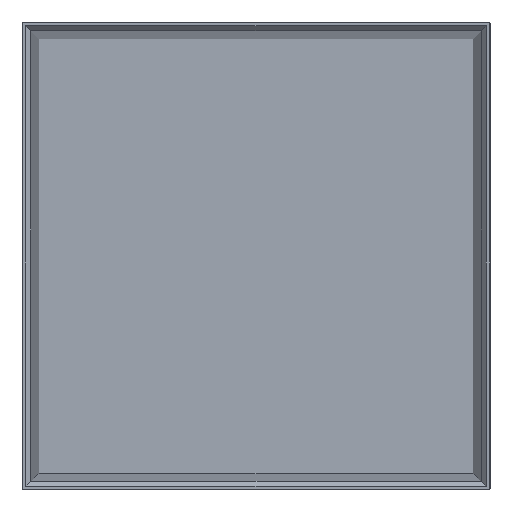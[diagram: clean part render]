
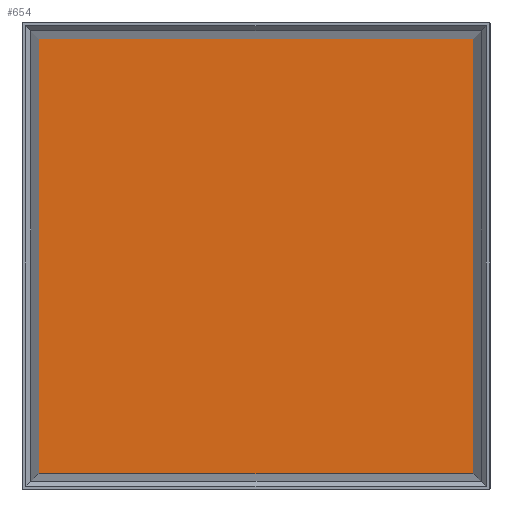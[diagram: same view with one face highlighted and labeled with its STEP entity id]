
A CAD part, top view. The second image highlights one B-rep face of the part: STEP entity #654.
In plain terms, the highlighted planar face has unit normal (0, 0, 1).
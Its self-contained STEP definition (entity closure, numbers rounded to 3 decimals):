
#60=FACE_OUTER_BOUND('',#104,.T.);
#104=EDGE_LOOP('',(#559,#560,#561,#562));
#184=LINE('',#1052,#268);
#187=LINE('',#1057,#271);
#188=LINE('',#1060,#272);
#189=LINE('',#1061,#273);
#268=VECTOR('',#875,10.);
#271=VECTOR('',#880,10.);
#272=VECTOR('',#883,10.);
#273=VECTOR('',#884,10.);
#315=VERTEX_POINT('',#1049);
#316=VERTEX_POINT('',#1051);
#317=VERTEX_POINT('',#1055);
#318=VERTEX_POINT('',#1059);
#396=EDGE_CURVE('',#316,#315,#184,.T.);
#399=EDGE_CURVE('',#315,#317,#187,.T.);
#400=EDGE_CURVE('',#318,#316,#188,.T.);
#401=EDGE_CURVE('',#317,#318,#189,.T.);
#559=ORIENTED_EDGE('',*,*,#400,.T.);
#560=ORIENTED_EDGE('',*,*,#396,.T.);
#561=ORIENTED_EDGE('',*,*,#399,.T.);
#562=ORIENTED_EDGE('',*,*,#401,.T.);
#611=PLANE('',#712);
#654=ADVANCED_FACE('',(#60),#611,.F.);
#712=AXIS2_PLACEMENT_3D('',#1058,#881,#882);
#875=DIRECTION('',(0.,-1.,0.));
#880=DIRECTION('',(1.,0.,0.));
#881=DIRECTION('center_axis',(0.,0.,-1.));
#882=DIRECTION('ref_axis',(1.,0.,0.));
#883=DIRECTION('',(-1.,0.,0.));
#884=DIRECTION('',(0.,1.,0.));
#1049=CARTESIAN_POINT('',(-33.868,-33.868,-70.));
#1051=CARTESIAN_POINT('',(-33.868,177.868,-70.));
#1052=CARTESIAN_POINT('',(-33.868,129.,-70.));
#1055=CARTESIAN_POINT('',(177.868,-33.868,-70.));
#1057=CARTESIAN_POINT('',(15.,-33.868,-70.));
#1058=CARTESIAN_POINT('Origin',(72.,72.,-70.));
#1059=CARTESIAN_POINT('',(177.868,177.868,-70.));
#1060=CARTESIAN_POINT('',(129.,177.868,-70.));
#1061=CARTESIAN_POINT('',(177.868,15.,-70.));
